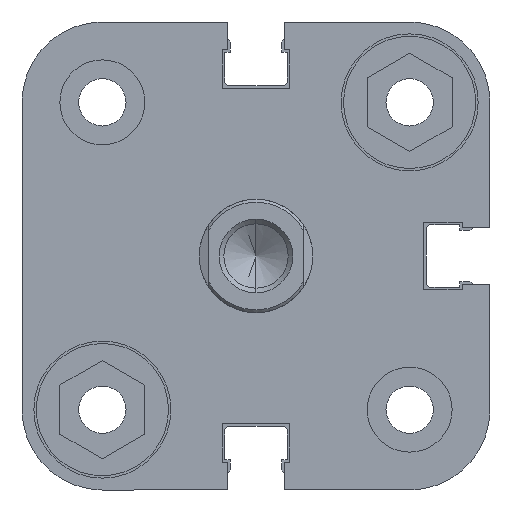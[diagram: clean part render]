
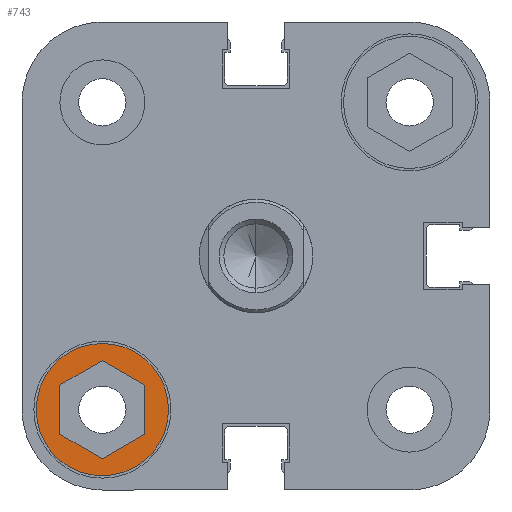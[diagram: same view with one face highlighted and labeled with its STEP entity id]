
A CAD part, left-side view. The second image highlights one B-rep face of the part: STEP entity #743.
In plain terms, the highlighted planar face has unit normal (-1, 0, 0).
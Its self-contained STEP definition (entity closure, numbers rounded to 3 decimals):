
#205 = VERTEX_POINT ( 'NONE', #1380 ) ;
#439 = VERTEX_POINT ( 'NONE', #1902 ) ;
#447 = VERTEX_POINT ( 'NONE', #1877 ) ;
#449 = VERTEX_POINT ( 'NONE', #1870 ) ;
#459 = VERTEX_POINT ( 'NONE', #1838 ) ;
#491 = VERTEX_POINT ( 'NONE', #1700 ) ;
#743 = ADVANCED_FACE ( 'NONE', ( #2794, #2797 ), #4807, .F. ) ;
#1108 = EDGE_LOOP ( 'NONE', ( #7709, #7696 ) ) ;
#1117 = EDGE_LOOP ( 'NONE', ( #7736, #7737, #7739, #7738, #7740, #7710 ) ) ;
#1380 = CARTESIAN_POINT ( 'NONE',  ( -24.75, 11.75, -18.848 ) ) ;
#1700 = CARTESIAN_POINT ( 'NONE',  ( -24.75, 16.25, -23.25 ) ) ;
#1838 = CARTESIAN_POINT ( 'NONE',  ( -24.75, 20.75, -18.848 ) ) ;
#1870 = CARTESIAN_POINT ( 'NONE',  ( -24.75, 11.75, -13.652 ) ) ;
#1877 = CARTESIAN_POINT ( 'NONE',  ( -24.75, 20.75, -13.652 ) ) ;
#1902 = CARTESIAN_POINT ( 'NONE',  ( -24.75, 16.25, -11.054 ) ) ;
#2045 = VERTEX_POINT ( 'NONE', #5184 ) ;
#2084 = VERTEX_POINT ( 'NONE', #5192 ) ;
#2794 = FACE_BOUND ( 'NONE', #1117, .T. ) ;
#2797 = FACE_OUTER_BOUND ( 'NONE', #1108, .T. ) ;
#3693 = AXIS2_PLACEMENT_3D ( 'NONE', #4806, #4808, #4809 ) ;
#3889 = AXIS2_PLACEMENT_3D ( 'NONE', #6733, #6734, #6735 ) ;
#3933 = AXIS2_PLACEMENT_3D ( 'NONE', #7095, #7110, #7111 ) ;
#4051 = EDGE_CURVE ( 'NONE', #491, #2045, #5914, .T. ) ;
#4216 = EDGE_CURVE ( 'NONE', #2045, #491, #6202, .T. ) ;
#4222 = EDGE_CURVE ( 'NONE', #439, #449, #6208, .T. ) ;
#4225 = EDGE_CURVE ( 'NONE', #447, #439, #6211, .T. ) ;
#4227 = EDGE_CURVE ( 'NONE', #459, #447, #6213, .T. ) ;
#4229 = EDGE_CURVE ( 'NONE', #2084, #459, #6215, .T. ) ;
#4231 = EDGE_CURVE ( 'NONE', #205, #2084, #6221, .T. ) ;
#4233 = EDGE_CURVE ( 'NONE', #449, #205, #6227, .T. ) ;
#4806 = CARTESIAN_POINT ( 'NONE',  ( -24.75, 6., 0. ) ) ;
#4807 = PLANE ( 'NONE',  #3693 ) ;
#4808 = DIRECTION ( 'NONE',  ( 1., 0., 0. ) ) ;
#4809 = DIRECTION ( 'NONE',  ( 0., 0., -1. ) ) ;
#5184 = CARTESIAN_POINT ( 'NONE',  ( -24.75, 16.25, -9.25 ) ) ;
#5192 = CARTESIAN_POINT ( 'NONE',  ( -24.75, 16.25, -21.446 ) ) ;
#5914 = CIRCLE ( 'NONE', #3889, 7. ) ;
#6202 = CIRCLE ( 'NONE', #3933, 7. ) ;
#6208 = LINE ( 'NONE', #7116, #6210 ) ;
#6210 = VECTOR ( 'NONE', #7125, 1000. ) ;
#6211 = LINE ( 'NONE', #7128, #6216 ) ;
#6213 = LINE ( 'NONE', #7130, #6220 ) ;
#6215 = LINE ( 'NONE', #7134, #6224 ) ;
#6216 = VECTOR ( 'NONE', #7131, 1000. ) ;
#6217 = VECTOR ( 'NONE', #7144, 1000. ) ;
#6220 = VECTOR ( 'NONE', #7135, 1000. ) ;
#6221 = LINE ( 'NONE', #7143, #6217 ) ;
#6224 = VECTOR ( 'NONE', #7140, 1000. ) ;
#6227 = LINE ( 'NONE', #7136, #6231 ) ;
#6231 = VECTOR ( 'NONE', #7149, 1000. ) ;
#6733 = CARTESIAN_POINT ( 'NONE',  ( -24.75, 16.25, -16.25 ) ) ;
#6734 = DIRECTION ( 'NONE',  ( 1., 0., 0. ) ) ;
#6735 = DIRECTION ( 'NONE',  ( 0., 0., -1. ) ) ;
#7095 = CARTESIAN_POINT ( 'NONE',  ( -24.75, 16.25, -16.25 ) ) ;
#7110 = DIRECTION ( 'NONE',  ( 1., 0., 0. ) ) ;
#7111 = DIRECTION ( 'NONE',  ( 0., 0., -1. ) ) ;
#7116 = CARTESIAN_POINT ( 'NONE',  ( -24.75, 11.75, -13.652 ) ) ;
#7125 = DIRECTION ( 'NONE',  ( 0., -0.866, -0.5 ) ) ;
#7128 = CARTESIAN_POINT ( 'NONE',  ( -24.75, 16.25, -11.054 ) ) ;
#7130 = CARTESIAN_POINT ( 'NONE',  ( -24.75, 20.75, -13.652 ) ) ;
#7131 = DIRECTION ( 'NONE',  ( 0., -0.866, 0.5 ) ) ;
#7134 = CARTESIAN_POINT ( 'NONE',  ( -24.75, 20.75, -18.848 ) ) ;
#7135 = DIRECTION ( 'NONE',  ( 0., 0., 1. ) ) ;
#7136 = CARTESIAN_POINT ( 'NONE',  ( -24.75, 11.75, -18.848 ) ) ;
#7140 = DIRECTION ( 'NONE',  ( 0., 0.866, 0.5 ) ) ;
#7143 = CARTESIAN_POINT ( 'NONE',  ( -24.75, 16.25, -21.446 ) ) ;
#7144 = DIRECTION ( 'NONE',  ( 0., 0.866, -0.5 ) ) ;
#7149 = DIRECTION ( 'NONE',  ( 0., 0., -1. ) ) ;
#7696 = ORIENTED_EDGE ( 'NONE', *, *, #4216, .F. ) ;
#7709 = ORIENTED_EDGE ( 'NONE', *, *, #4051, .F. ) ;
#7710 = ORIENTED_EDGE ( 'NONE', *, *, #4225, .T. ) ;
#7736 = ORIENTED_EDGE ( 'NONE', *, *, #4222, .T. ) ;
#7737 = ORIENTED_EDGE ( 'NONE', *, *, #4233, .T. ) ;
#7738 = ORIENTED_EDGE ( 'NONE', *, *, #4229, .T. ) ;
#7739 = ORIENTED_EDGE ( 'NONE', *, *, #4231, .T. ) ;
#7740 = ORIENTED_EDGE ( 'NONE', *, *, #4227, .T. ) ;
